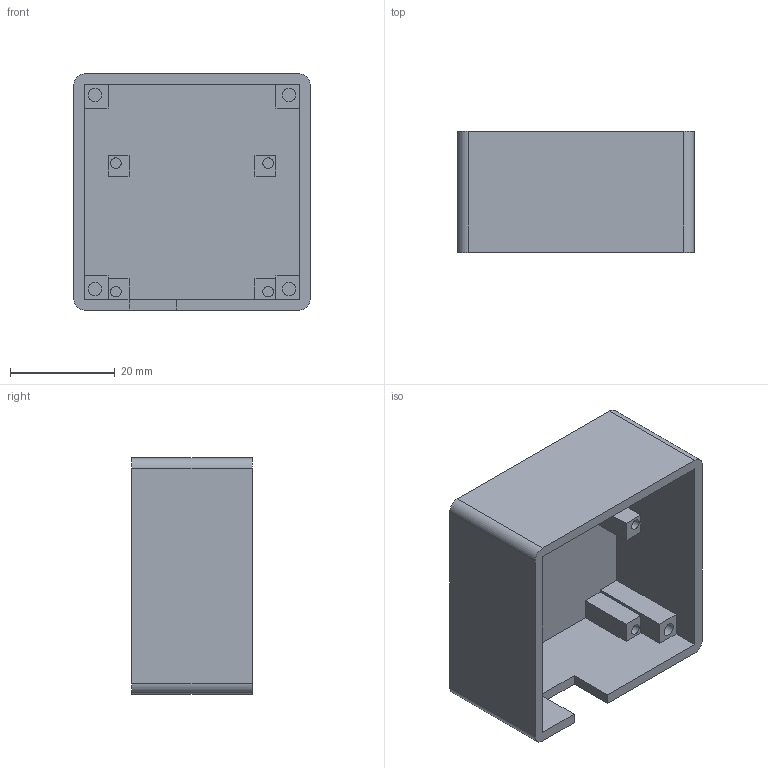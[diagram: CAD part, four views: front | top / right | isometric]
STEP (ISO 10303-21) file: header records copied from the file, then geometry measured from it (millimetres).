
FILE_DESCRIPTION(/* description */ (''),/* implementation_level */ '2;1');
FILE_NAME(/* name */ 'Base_New v1.step',/* time_stamp */ '2025-06-28T23:50:08+08:00',/* author */ (''),/* organization */ (''),/* preprocessor_version */ 'ST-DEVELOPER v20.1',/* originating_system */ 'Autodesk Translation Framework v14.10.0.0',/* authorisation */ '');
FILE_SCHEMA (('AUTOMOTIVE_DESIGN { 1 0 10303 214 3 1 1 }'));
Length unit declared in the file: millimetre
Products named in the file (1): Base_New
Bounding box: 45 x 23 x 45 mm (x, y, z)
Volume: 12681.2 mm3; surface area: 12446.8 mm2
Topology: 1 solids, 1 shells, 206 faces, 549 edges, 366 vertices
Faces by surface type: plane 122, bspline 64, cylinder 20
Full cylindrical faces by diameter (mm): 2 x4, 2.5 x4
Entity records: 6986 total; most frequent: CARTESIAN_POINT 2210, ORIENTED_EDGE 1098, DIRECTION 747, EDGE_CURVE 549, LINE 381, VECTOR 381, VERTEX_POINT 366, EDGE_LOOP 227
